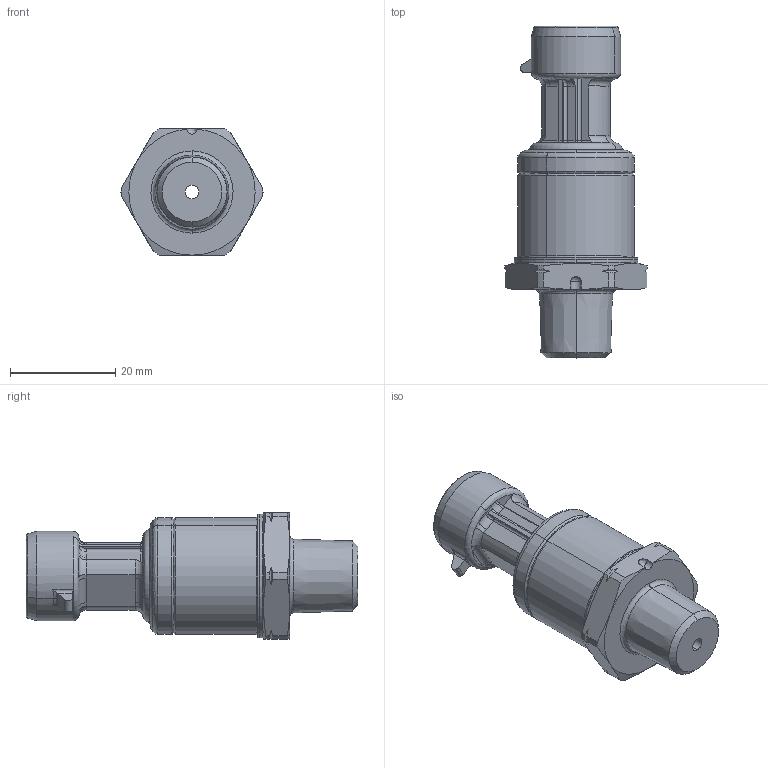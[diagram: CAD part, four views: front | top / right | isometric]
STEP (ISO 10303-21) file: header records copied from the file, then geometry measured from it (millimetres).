
FILE_DESCRIPTION (( 'STEP AP203' ), '1' );
FILE_NAME ('PTE7100-XXDC-0XXXXBN.STEP', '2020-09-01T02:05:07', ( '' ), ( '' ), 'SwSTEP 2.0', 'SolidWorks 2015', '' );
FILE_SCHEMA (( 'CONFIG_CONTROL_DESIGN' ));
Length unit declared in the file: inch
Products named in the file (1): PTE7100-XXDC-0XXXXBN
Bounding box: 27 x 63.1 x 24 mm (x, y, z)
Surface area: 5024.3 mm2 (no closed solid volume)
Topology: 0 solids, 5 shells, 178 faces, 481 edges, 308 vertices
Faces by surface type: cylinder 53, plane 42, cone 32, bspline 29, torus 22
Entity records: 6706 total; most frequent: CARTESIAN_POINT 2494, ORIENTED_EDGE 910, DIRECTION 809, EDGE_CURVE 479, AXIS2_PLACEMENT_3D 339, VERTEX_POINT 308, CIRCLE 189, EDGE_LOOP 185
